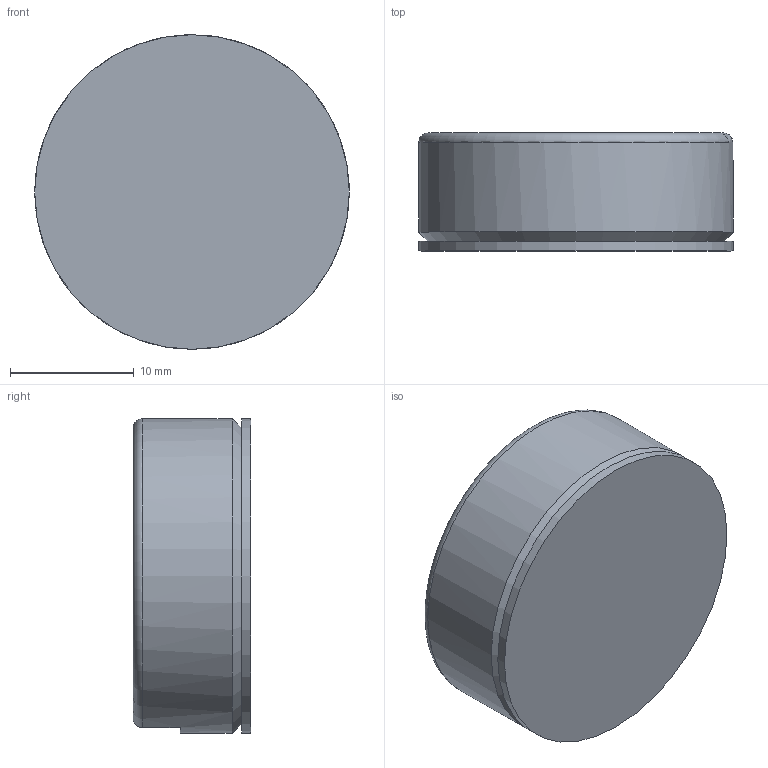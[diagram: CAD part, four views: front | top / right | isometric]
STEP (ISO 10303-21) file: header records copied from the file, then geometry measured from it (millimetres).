
FILE_DESCRIPTION(/* description */ ('MH130-1A MOUNTING PAD'),/* implementation_level */ '2;1');
FILE_NAME(/* name */ 'MH130-1T.stp',/* time_stamp */ '2020-08-03T11:23:23-04:00',/* author */ ('lcup'),/* organization */ (''),/* preprocessor_version */ 'ST-DEVELOPER v18',/* originating_system */ 'Autodesk Inventor 2020',/* authorisation */ '');
FILE_SCHEMA (('AUTOMOTIVE_DESIGN { 1 0 10303 214 3 1 1 }'));
Length unit declared in the file: inch
Products named in the file (1): MH130-1T
Bounding box: 25.4 x 9.53 x 25.4 mm (x, y, z)
Volume: 4558.7 mm3; surface area: 1963.4 mm2
Topology: 1 solids, 1 shells, 11 faces, 27 edges, 19 vertices
Faces by surface type: plane 4, cylinder 4, cone 2, torus 1
Full cylindrical faces by diameter (mm): 5.359 x1, 25.4 x2
Entity records: 398 total; most frequent: CARTESIAN_POINT 79, DIRECTION 65, ORIENTED_EDGE 52, AXIS2_PLACEMENT_3D 29, EDGE_CURVE 26, VERTEX_POINT 19, CIRCLE 17, EDGE_LOOP 13
